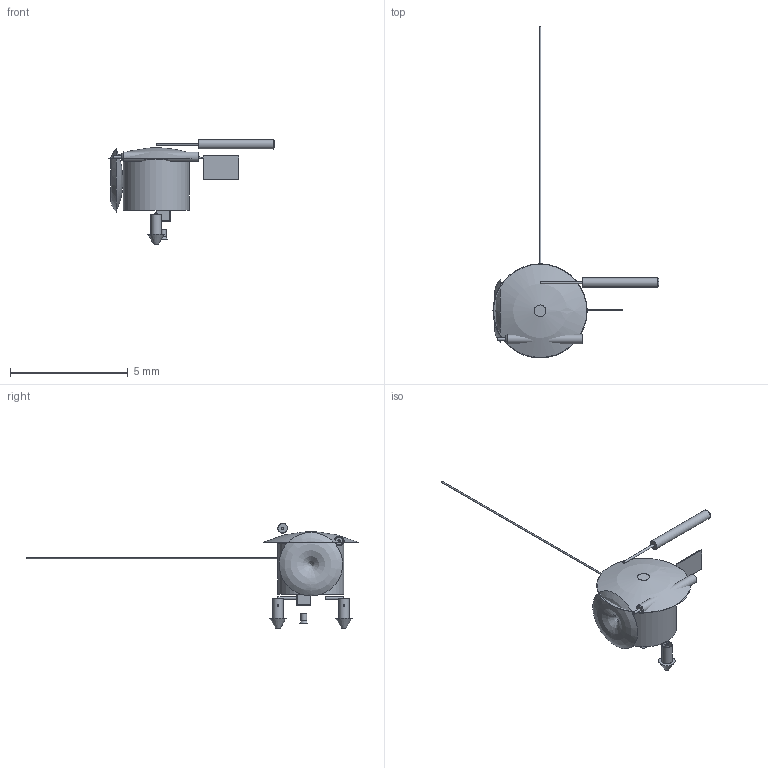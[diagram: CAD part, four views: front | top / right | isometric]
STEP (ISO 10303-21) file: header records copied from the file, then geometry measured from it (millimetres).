
FILE_DESCRIPTION(('FreeCAD Model'),'2;1');
FILE_NAME('Open CASCADE Shape Model','2025-08-27T11:59:38',('Author'),( ''),'Open CASCADE STEP processor 7.8','FreeCAD','Unknown');
FILE_SCHEMA(('AUTOMOTIVE_DESIGN { 1 0 10303 214 1 1 1 1 }'));
Length unit declared in the file: millimetre
Products named in the file (19): RADIATION_SHIELD; BUS; HGA; BOOM2; MAST; BOOM1; RTG1; RTG2; LGA1; MAG_BOOM; PANEL1; LGA2; HUYGENS; CUBESAT_THRUSTER; VASIMR_PYLON_L; VASIMR_R; VASIMR_PYLON_R; VASIMR_L; Cassini_Huygens_Assembly
Bounding box: 7.05 x 14.1 x 4.48 mm (x, y, z)
Volume: 20.8 mm3; surface area: 251.3 mm2
Topology: 38 solids, 40 shells, 282 faces, 668 edges, 414 vertices
Faces by surface type: plane 170, cylinder 46, torus 40, sphere 14, cone 10, revolution 2
Full cylindrical faces by diameter (mm): 0.036 x8, 0.06 x2, 0.1 x8, 0.16 x4, 0.2 x2, 0.25 x2, 0.4 x8, 0.44 x4, 0.5 x4, 2.7 x2, 2.8 x2
Entity records: 40871 total; most frequent: CARTESIAN_POINT 27363, DIRECTION 2204, ORIENTED_EDGE 1328, PCURVE 1328, DEFINITIONAL_REPRESENTATION 1328, LINE 1108, VECTOR 1108, EDGE_CURVE 664
